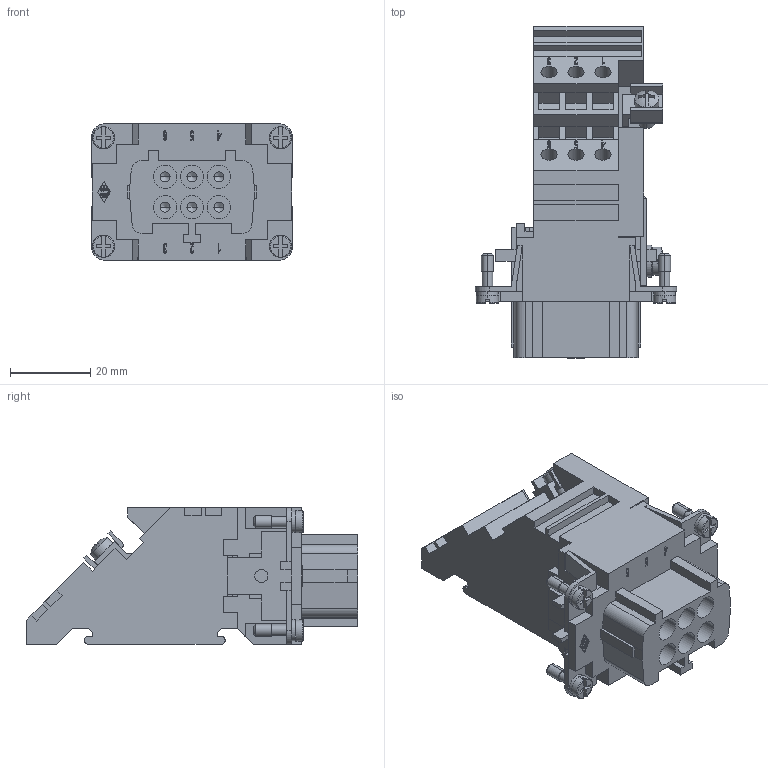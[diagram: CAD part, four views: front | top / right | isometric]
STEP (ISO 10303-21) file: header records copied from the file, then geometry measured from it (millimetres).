
FILE_DESCRIPTION((''),'2;1');
FILE_NAME('CTSEF 06 R.stp','2006-11-27T13:05:39',('gembarski'),(''),'Autodesk Inventor 7','Autodesk Inventor 7','');
FILE_SCHEMA(('AUTOMOTIVE_DESIGN { 1 0 10303 214 1 1 1 1 }'));
Length unit declared in the file: millimetre
Products named in the file (1): CTSEF 06 R
Bounding box: 50 x 82.5 x 34 mm (x, y, z)
Volume: 54782.1 mm3; surface area: 20319.4 mm2
Topology: 1 solids, 1 shells, 823 faces, 2248 edges, 1448 vertices
Faces by surface type: plane 466, bspline 273, cylinder 70, sphere 6, cone 4, torus 4
Entity records: 27280 total; most frequent: CARTESIAN_POINT 7481, ORIENTED_EDGE 4472, DIRECTION 3441, EDGE_CURVE 2236, VECTOR 1709, LINE 1709, VERTEX_POINT 1448, EDGE_LOOP 896
